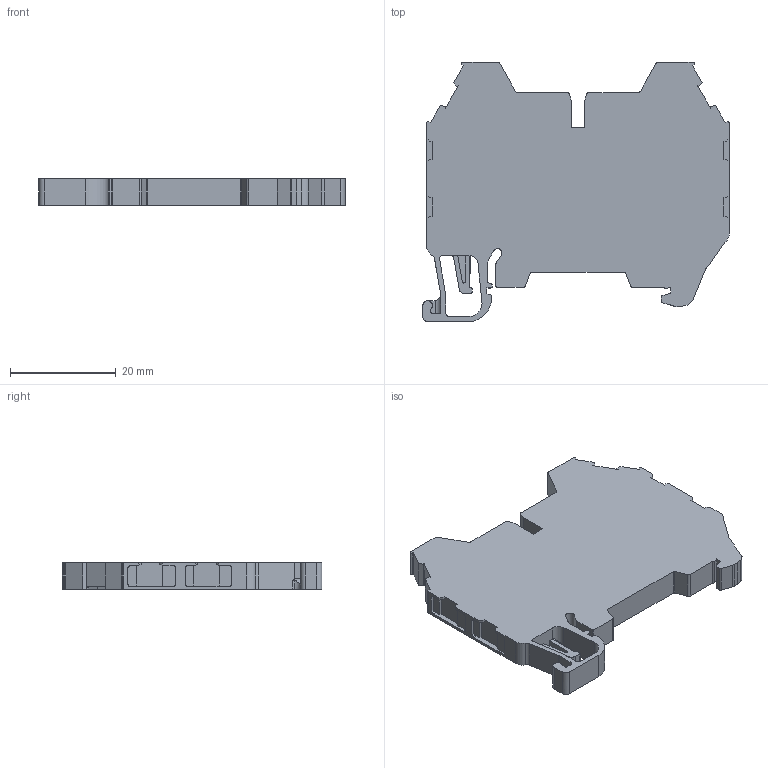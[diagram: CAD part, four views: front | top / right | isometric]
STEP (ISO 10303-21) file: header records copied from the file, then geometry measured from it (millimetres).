
FILE_DESCRIPTION (( 'STEP AP214' ), '1' );
FILE_NAME ('324900_AVK 2,5CC_Bej.STP', '2013-11-12T09:27:51', ( 'arge' ), ( 'Microsoft' ), 'SwSTEP 2.0', 'SolidWorks 2013', '' );
FILE_SCHEMA (( 'AUTOMOTIVE_DESIGN' ));
Length unit declared in the file: millimetre
Products named in the file (1): 324900_AVK 2,5CC_Bej
Bounding box: 57.83 x 49.05 x 5 mm (x, y, z)
Volume: 10161 mm3; surface area: 5792.1 mm2
Topology: 1 solids, 1 shells, 291 faces, 852 edges, 567 vertices
Faces by surface type: plane 190, cylinder 101
Entity records: 10465 total; most frequent: CARTESIAN_POINT 3209, ORIENTED_EDGE 1704, DIRECTION 1202, EDGE_CURVE 852, VERTEX_POINT 567, LINE 530, VECTOR 530, AXIS2_PLACEMENT_3D 336
